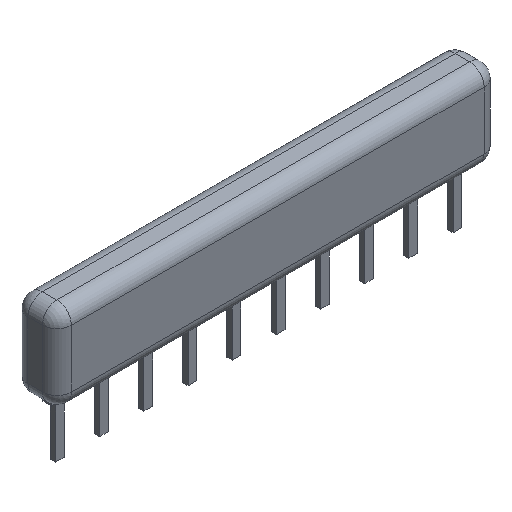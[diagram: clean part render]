
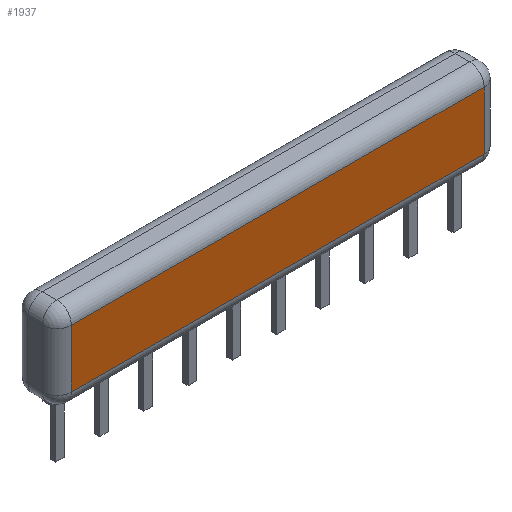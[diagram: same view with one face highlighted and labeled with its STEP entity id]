
A CAD part, isometric view. The second image highlights one B-rep face of the part: STEP entity #1937.
In plain terms, the highlighted planar face has unit normal (0, -1, 0).
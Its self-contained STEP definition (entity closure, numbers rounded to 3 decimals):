
#868 = VERTEX_POINT('',#869);
#869 = CARTESIAN_POINT('',(-0.437,-1.25,1.133));
#876 = EDGE_CURVE('',#868,#877,#879,.T.);
#877 = VERTEX_POINT('',#878);
#878 = CARTESIAN_POINT('',(23.297,-1.25,1.133));
#879 = LINE('',#880,#881);
#880 = CARTESIAN_POINT('',(-1.27,-1.25,1.133));
#881 = VECTOR('',#882,1.);
#882 = DIRECTION('',(1.,0.,0.));
#1937 = ADVANCED_FACE('',(#1938),#1963,.F.);
#1938 = FACE_BOUND('',#1939,.F.);
#1939 = EDGE_LOOP('',(#1940,#1941,#1949,#1957));
#1940 = ORIENTED_EDGE('',*,*,#876,.F.);
#1941 = ORIENTED_EDGE('',*,*,#1942,.F.);
#1942 = EDGE_CURVE('',#1943,#868,#1945,.T.);
#1943 = VERTEX_POINT('',#1944);
#1944 = CARTESIAN_POINT('',(-0.437,-1.25,4.467));
#1945 = LINE('',#1946,#1947);
#1946 = CARTESIAN_POINT('',(-0.437,-1.25,5.3));
#1947 = VECTOR('',#1948,1.);
#1948 = DIRECTION('',(0.,0.,-1.));
#1949 = ORIENTED_EDGE('',*,*,#1950,.T.);
#1950 = EDGE_CURVE('',#1943,#1951,#1953,.T.);
#1951 = VERTEX_POINT('',#1952);
#1952 = CARTESIAN_POINT('',(23.297,-1.25,4.467));
#1953 = LINE('',#1954,#1955);
#1954 = CARTESIAN_POINT('',(-1.27,-1.25,4.467));
#1955 = VECTOR('',#1956,1.);
#1956 = DIRECTION('',(1.,0.,0.));
#1957 = ORIENTED_EDGE('',*,*,#1958,.T.);
#1958 = EDGE_CURVE('',#1951,#877,#1959,.T.);
#1959 = LINE('',#1960,#1961);
#1960 = CARTESIAN_POINT('',(23.297,-1.25,5.3));
#1961 = VECTOR('',#1962,1.);
#1962 = DIRECTION('',(0.,0.,-1.));
#1963 = PLANE('',#1964);
#1964 = AXIS2_PLACEMENT_3D('',#1965,#1966,#1967);
#1965 = CARTESIAN_POINT('',(-1.27,-1.25,5.3));
#1966 = DIRECTION('',(0.,1.,0.));
#1967 = DIRECTION('',(0.,0.,-1.));
